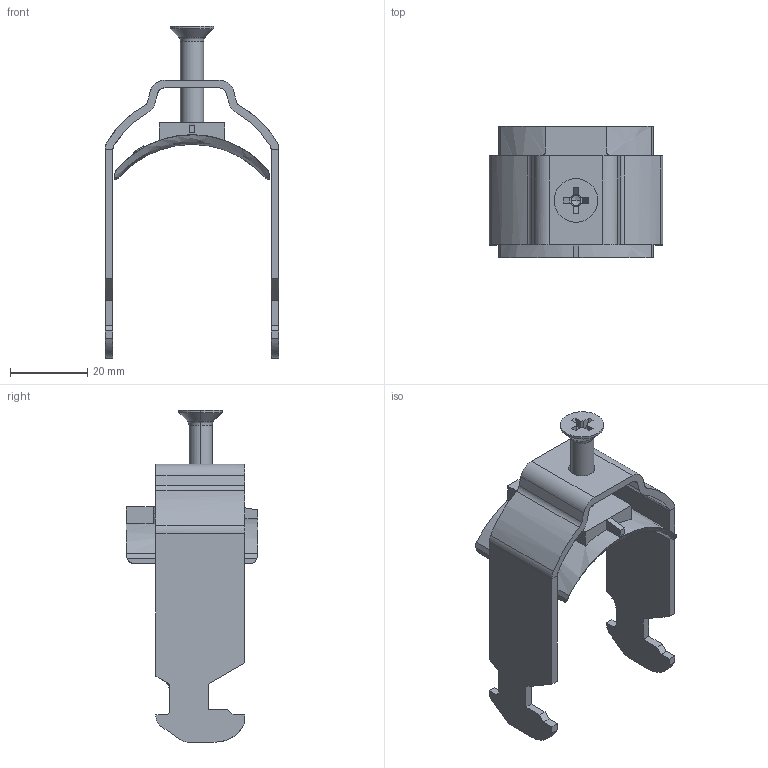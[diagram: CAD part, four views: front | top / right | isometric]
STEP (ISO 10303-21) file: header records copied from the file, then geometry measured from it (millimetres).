
FILE_DESCRIPTION(/* description */ (''),/* implementation_level */ '2;1');
FILE_NAME(/* name */ '1160400',/* time_stamp */ '2016-03-01T13:44:43+01:00',/* author */ (''),/* organization */ (''),/* preprocessor_version */ 'ST-DEVELOPER v15',/* originating_system */ '',/* authorisation */ '');
FILE_SCHEMA (('CONFIG_CONTROL_DESIGN'));
Length unit declared in the file: millimetre
Products named in the file (2): Document; 1160400
Assembly tree (1 placements, depth 2):
  Document
    1160400
Bounding box: 45 x 34 x 86 mm (x, y, z)
Volume: 12913.7 mm3; surface area: 12398.7 mm2
Topology: 3 solids, 3 shells, 266 faces, 703 edges, 459 vertices
Faces by surface type: plane 143, bspline 123
Entity records: 14515 total; most frequent: CARTESIAN_POINT 9890, ORIENTED_EDGE 1402, EDGE_CURVE 701, B_SPLINE_CURVE_WITH_KNOTS 548, VERTEX_POINT 459, EDGE_LOOP 286, ADVANCED_FACE 266, FACE_OUTER_BOUND 266
